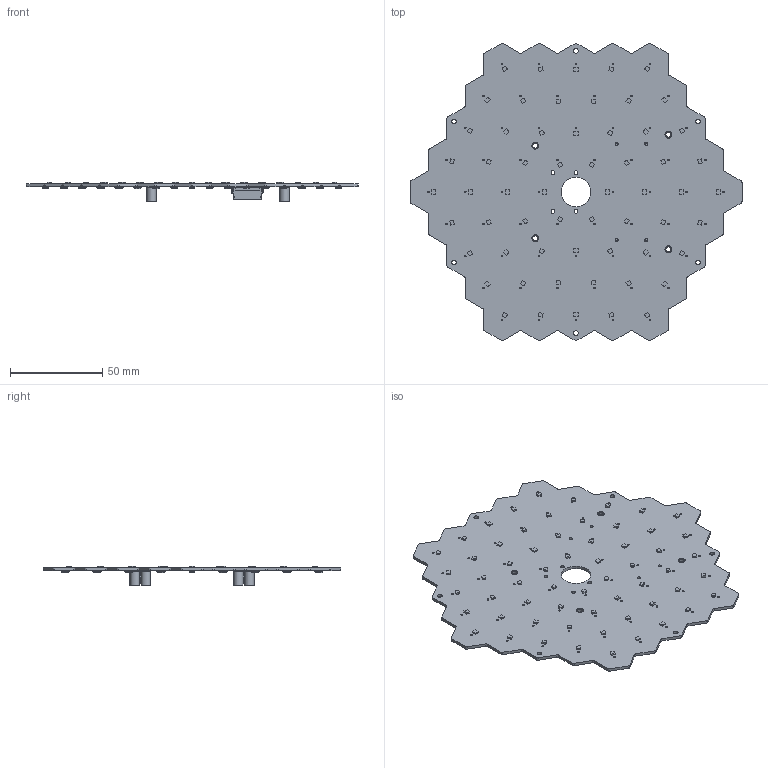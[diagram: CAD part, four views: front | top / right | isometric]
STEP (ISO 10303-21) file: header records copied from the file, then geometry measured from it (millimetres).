
FILE_DESCRIPTION(('KiCad electronic assembly'),'2;1');
FILE_NAME('array.step','2023-09-11T09:24:51',('Pcbnew'),('Kicad'), 'Open CASCADE STEP processor 7.6','KiCad to STEP converter','Unknown' );
FILE_SCHEMA(('AUTOMOTIVE_DESIGN { 1 0 10303 214 1 1 1 1 }'));
Length unit declared in the file: millimetre
Products named in the file (10): array 1; WS2813C-2020; COMPOUND; SPH0641LU4H-1; 9774080951R (rev1); SOLID; M55-7002042R; _autosave-array_PCB
Assembly tree (131 placements, depth 3):
  array 1
    WS2813C-2020  x60
      COMPOUND
    SPH0641LU4H-1  x60
      COMPOUND
    9774080951R (rev1)  x4
      SOLID
    M55-7002042R  x2
      COMPOUND
    _autosave-array_PCB
Bounding box: 179.61 x 160.99 x 10.65 mm (x, y, z)
Volume: 34351.6 mm3; surface area: 50455 mm2
Topology: 1011 solids, 1011 shells, 11763 faces, 26915 edges, 17426 vertices
Faces by surface type: plane 8478, cylinder 2847, revolution 240, bspline 160, cone 38
Full cylindrical faces by diameter (mm): 1 x60, 1.65 x4, 2 x4, 2.5 x6, 2.7 x4, 3.5 x4, 3.7 x4, 5.1 x4, 16 x1
Entity records: 126839 total; most frequent: CARTESIAN_POINT 31851, DIRECTION 17902, LINE 11299, VECTOR 11299, ORIENTED_EDGE 9316, PCURVE 9316, DEFINITIONAL_REPRESENTATION 9316, EDGE_CURVE 4658
